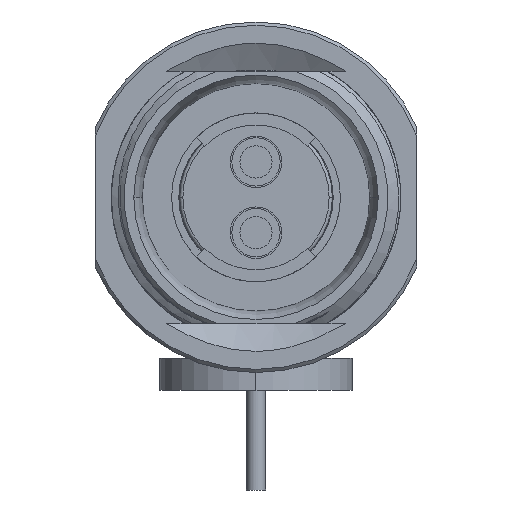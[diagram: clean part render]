
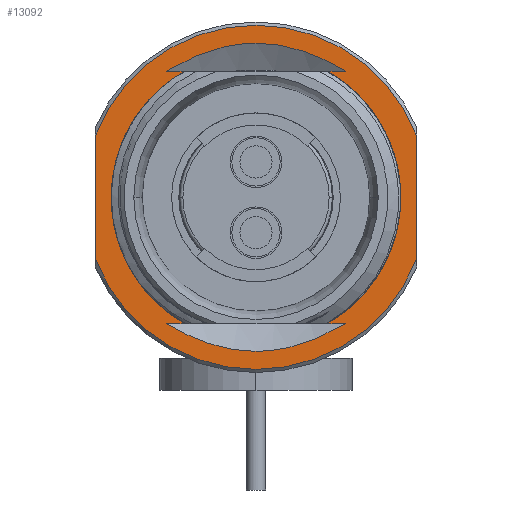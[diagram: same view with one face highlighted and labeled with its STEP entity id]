
A CAD part, front view. The second image highlights one B-rep face of the part: STEP entity #13092.
In plain terms, the highlighted planar face has unit normal (0, -1, 0).
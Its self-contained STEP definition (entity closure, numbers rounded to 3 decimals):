
#3321=CARTESIAN_POINT('',(5.,-14.07,7.903));
#3322=VERTEX_POINT('',#3321);
#3323=CARTESIAN_POINT('',(-5.,-14.07,7.903));
#3324=VERTEX_POINT('',#3323);
#3325=CARTESIAN_POINT('',(0.,-14.07,6.0));
#3326=DIRECTION('',(0.,-1.0,0.));
#3327=DIRECTION('',(0.935,0.,0.356));
#3328=AXIS2_PLACEMENT_3D('',#3325,#3326,#3327);
#3329=CIRCLE('',#3328,5.35);
#3330=EDGE_CURVE('',#3322,#3324,#3329,.T.);
#3360=CARTESIAN_POINT('',(5.,-14.07,4.097));
#3361=VERTEX_POINT('',#3360);
#3371=CARTESIAN_POINT('',(-5.,-14.07,4.097));
#3372=VERTEX_POINT('',#3371);
#3373=CARTESIAN_POINT('',(0.,-14.07,6.0));
#3374=DIRECTION('',(0.,-1.0,0.));
#3375=DIRECTION('',(-0.935,0.,-0.356));
#3376=AXIS2_PLACEMENT_3D('',#3373,#3374,#3375);
#3377=CIRCLE('',#3376,5.35);
#3378=EDGE_CURVE('',#3372,#3361,#3377,.T.);
#3397=CARTESIAN_POINT('',(2.784,-14.07,9.925));
#3398=VERTEX_POINT('',#3397);
#3399=CARTESIAN_POINT('',(-2.784,-14.07,9.925));
#3400=VERTEX_POINT('',#3399);
#3408=CARTESIAN_POINT('',(0.,-14.07,10.791));
#3409=VERTEX_POINT('',#3408);
#3410=CARTESIAN_POINT('',(-11.12,-14.07,0.55));
#3411=CARTESIAN_POINT('',(0.,-14.07,16.518));
#3412=CARTESIAN_POINT('',(11.12,-14.07,0.55));
#3420=(BOUNDED_CURVE()B_SPLINE_CURVE(2,(#3410,#3411,#3412),.UNSPECIFIED.,.F.,.U.)B_SPLINE_CURVE_WITH_KNOTS((3,3),(0.0,30.234),.UNSPECIFIED.)CURVE()GEOMETRIC_REPRESENTATION_ITEM()RATIONAL_B_SPLINE_CURVE((1.0,1.788,1.0))REPRESENTATION_ITEM(''));
#3421=EDGE_CURVE('',#3409,#3398,#3420,.T.);
#3423=CARTESIAN_POINT('',(-11.12,-14.07,0.55));
#3424=CARTESIAN_POINT('',(0.,-14.07,16.518));
#3425=CARTESIAN_POINT('',(11.12,-14.07,0.55));
#3433=(BOUNDED_CURVE()B_SPLINE_CURVE(2,(#3423,#3424,#3425),.UNSPECIFIED.,.F.,.U.)B_SPLINE_CURVE_WITH_KNOTS((3,3),(0.0,30.234),.UNSPECIFIED.)CURVE()GEOMETRIC_REPRESENTATION_ITEM()RATIONAL_B_SPLINE_CURVE((1.0,1.788,1.0))REPRESENTATION_ITEM(''));
#3434=EDGE_CURVE('',#3400,#3409,#3433,.T.);
#3444=CARTESIAN_POINT('',(2.784,-14.07,2.075));
#3445=VERTEX_POINT('',#3444);
#3446=CARTESIAN_POINT('',(0.,-14.07,1.209));
#3447=VERTEX_POINT('',#3446);
#3448=CARTESIAN_POINT('',(11.12,-14.07,11.45));
#3449=CARTESIAN_POINT('',(0.,-14.07,-4.518));
#3450=CARTESIAN_POINT('',(-11.12,-14.07,11.45));
#3458=(BOUNDED_CURVE()B_SPLINE_CURVE(2,(#3448,#3449,#3450),.UNSPECIFIED.,.F.,.U.)B_SPLINE_CURVE_WITH_KNOTS((3,3),(0.0,30.234),.UNSPECIFIED.)CURVE()GEOMETRIC_REPRESENTATION_ITEM()RATIONAL_B_SPLINE_CURVE((1.0,1.788,1.0))REPRESENTATION_ITEM(''));
#3459=EDGE_CURVE('',#3445,#3447,#3458,.T.);
#3461=CARTESIAN_POINT('',(-2.784,-14.07,2.075));
#3462=VERTEX_POINT('',#3461);
#3470=CARTESIAN_POINT('',(11.12,-14.07,11.45));
#3471=CARTESIAN_POINT('',(0.,-14.07,-4.518));
#3472=CARTESIAN_POINT('',(-11.12,-14.07,11.45));
#3480=(BOUNDED_CURVE()B_SPLINE_CURVE(2,(#3470,#3471,#3472),.UNSPECIFIED.,.F.,.U.)B_SPLINE_CURVE_WITH_KNOTS((3,3),(0.0,30.234),.UNSPECIFIED.)CURVE()GEOMETRIC_REPRESENTATION_ITEM()RATIONAL_B_SPLINE_CURVE((1.0,1.788,1.0))REPRESENTATION_ITEM(''));
#3481=EDGE_CURVE('',#3447,#3462,#3480,.T.);
#4339=CARTESIAN_POINT('',(-2.201,-14.07,2.075));
#4340=VERTEX_POINT('',#4339);
#4347=CARTESIAN_POINT('',(-2.784,-14.07,2.075));
#4348=DIRECTION('',(1.0,0.0,0.0));
#4349=VECTOR('',#4348,0.583);
#4350=LINE('',#4347,#4349);
#4351=EDGE_CURVE('',#3462,#4340,#4350,.T.);
#4354=CARTESIAN_POINT('',(2.201,-14.07,2.075));
#4355=VERTEX_POINT('',#4354);
#4356=CARTESIAN_POINT('',(2.201,-14.07,2.075));
#4357=DIRECTION('',(1.0,0.0,0.0));
#4358=VECTOR('',#4357,0.583);
#4359=LINE('',#4356,#4358);
#4360=EDGE_CURVE('',#4355,#3445,#4359,.T.);
#8668=CARTESIAN_POINT('',(2.201,-14.07,9.925));
#8669=VERTEX_POINT('',#8668);
#8676=CARTESIAN_POINT('',(2.201,-14.07,9.925));
#8677=DIRECTION('',(1.0,0.0,0.0));
#8678=VECTOR('',#8677,0.583);
#8679=LINE('',#8676,#8678);
#8680=EDGE_CURVE('',#8669,#3398,#8679,.T.);
#8683=CARTESIAN_POINT('',(-2.201,-14.07,9.925));
#8684=VERTEX_POINT('',#8683);
#8685=CARTESIAN_POINT('',(-2.784,-14.07,9.925));
#8686=DIRECTION('',(1.0,0.0,0.0));
#8687=VECTOR('',#8686,0.583);
#8688=LINE('',#8685,#8687);
#8689=EDGE_CURVE('',#3400,#8684,#8688,.T.);
#13042=CARTESIAN_POINT('',(0.,-14.07,6.0));
#13043=DIRECTION('',(0.,-1.0,0.));
#13044=DIRECTION('',(-0.489,0.,0.872));
#13045=AXIS2_PLACEMENT_3D('',#13042,#13043,#13044);
#13046=CIRCLE('',#13045,4.5);
#13047=EDGE_CURVE('',#8684,#4340,#13046,.T.);
#13053=CARTESIAN_POINT('',(5.5,-14.07,0.115));
#13054=DIRECTION('',(0.0,1.0,0.0));
#13055=DIRECTION('',(-1.0,0.0,0.0));
#13056=AXIS2_PLACEMENT_3D('',#13053,#13054,#13055);
#13057=PLANE('',#13056);
#13058=CARTESIAN_POINT('',(5.,-14.07,7.903));
#13059=DIRECTION('',(0.0,0.0,-1.0));
#13060=VECTOR('',#13059,3.807);
#13061=LINE('',#13058,#13060);
#13062=EDGE_CURVE('',#3322,#3361,#13061,.T.);
#13063=ORIENTED_EDGE('',*,*,#13062,.F.);
#13064=ORIENTED_EDGE('',*,*,#3330,.T.);
#13065=CARTESIAN_POINT('',(-5.,-14.07,4.097));
#13066=DIRECTION('',(0.0,0.0,1.0));
#13067=VECTOR('',#13066,3.807);
#13068=LINE('',#13065,#13067);
#13069=EDGE_CURVE('',#3372,#3324,#13068,.T.);
#13070=ORIENTED_EDGE('',*,*,#13069,.F.);
#13071=ORIENTED_EDGE('',*,*,#3378,.T.);
#13072=EDGE_LOOP('',(#13063,#13064,#13070,#13071));
#13073=FACE_OUTER_BOUND('',#13072,.T.);
#13074=ORIENTED_EDGE('',*,*,#13047,.F.);
#13075=ORIENTED_EDGE('',*,*,#8689,.F.);
#13076=ORIENTED_EDGE('',*,*,#3434,.T.);
#13077=ORIENTED_EDGE('',*,*,#3421,.T.);
#13078=ORIENTED_EDGE('',*,*,#8680,.F.);
#13079=CARTESIAN_POINT('',(0.,-14.07,6.0));
#13080=DIRECTION('',(0.,1.0,0.));
#13081=DIRECTION('',(0.489,0.,0.872));
#13082=AXIS2_PLACEMENT_3D('',#13079,#13080,#13081);
#13083=CIRCLE('',#13082,4.5);
#13084=EDGE_CURVE('',#8669,#4355,#13083,.T.);
#13085=ORIENTED_EDGE('',*,*,#13084,.T.);
#13086=ORIENTED_EDGE('',*,*,#4360,.T.);
#13087=ORIENTED_EDGE('',*,*,#3459,.T.);
#13088=ORIENTED_EDGE('',*,*,#3481,.T.);
#13089=ORIENTED_EDGE('',*,*,#4351,.T.);
#13090=EDGE_LOOP('',(#13074,#13075,#13076,#13077,#13078,#13085,#13086,#13087,#13088,#13089));
#13091=FACE_BOUND('',#13090,.T.);
#13092=ADVANCED_FACE('',(#13073,#13091),#13057,.F.);
